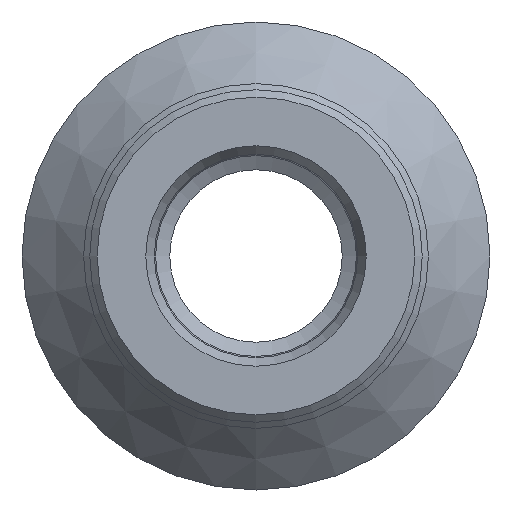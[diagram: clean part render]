
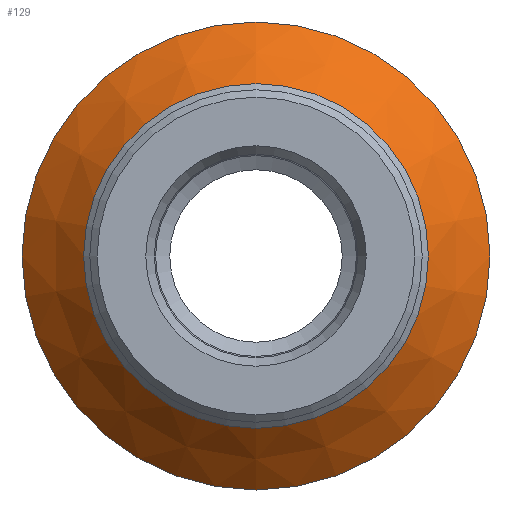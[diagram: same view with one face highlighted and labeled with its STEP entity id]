
A CAD part, front view. The second image highlights one B-rep face of the part: STEP entity #129.
In plain terms, the highlighted conical face has half-angle 45 degrees and reference radius 7 mm.
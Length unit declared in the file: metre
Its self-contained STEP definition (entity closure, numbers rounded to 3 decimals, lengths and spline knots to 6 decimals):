
#129 = ADVANCED_FACE( 'NONE', ( #288, #289 ), #290, .T. );
#288 = FACE_OUTER_BOUND( '', #443, .T. );
#289 = FACE_BOUND( '', #444, .T. );
#290 = CONICAL_SURFACE( '', #445, 0.007, 0.785 );
#443 = EDGE_LOOP( '', ( #660 ) );
#444 = EDGE_LOOP( '', ( #661 ) );
#445 = AXIS2_PLACEMENT_3D( '', #662, #663, #664 );
#660 = ORIENTED_EDGE( '', *, *, #720, .T. );
#661 = ORIENTED_EDGE( '', *, *, #744, .F. );
#662 = CARTESIAN_POINT( '', ( 0., 0., 0. ) );
#663 = DIRECTION( '', ( 0., 1., 0. ) );
#664 = DIRECTION( '', ( 0., 0., 1. ) );
#720 = EDGE_CURVE( 'NONE', #819, #819, #820, .T. );
#744 = EDGE_CURVE( 'NONE', #854, #854, #855, .T. );
#819 = VERTEX_POINT( '', #930 );
#820 = CIRCLE( '', #931, 0.0095 );
#854 = VERTEX_POINT( '', #965 );
#855 = CIRCLE( '', #966, 0.007 );
#930 = CARTESIAN_POINT( '', ( 0., 0.0025, -0.0095 ) );
#931 = AXIS2_PLACEMENT_3D( '', #1048, #1049, #1050 );
#965 = CARTESIAN_POINT( '', ( 0., 0., -0.007 ) );
#966 = AXIS2_PLACEMENT_3D( '', #1081, #1082, #1083 );
#1048 = CARTESIAN_POINT( '', ( 0., 0.0025, 0. ) );
#1049 = DIRECTION( '', ( 0., -1., 0. ) );
#1050 = DIRECTION( '', ( 0., 0., -1. ) );
#1081 = CARTESIAN_POINT( '', ( 0., 0., 0. ) );
#1082 = DIRECTION( '', ( 0., -1., 0. ) );
#1083 = DIRECTION( '', ( 0., 0., -1. ) );
